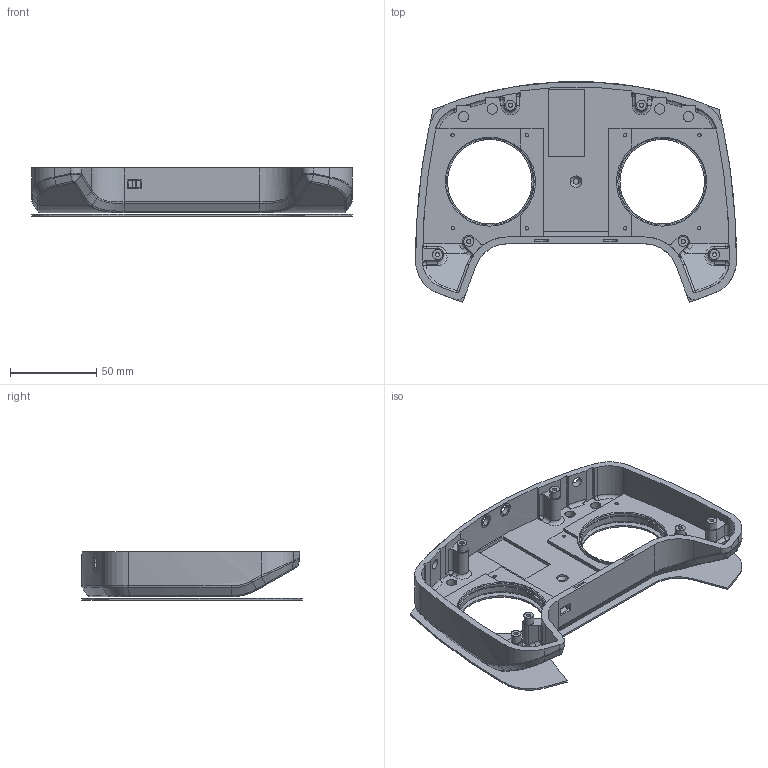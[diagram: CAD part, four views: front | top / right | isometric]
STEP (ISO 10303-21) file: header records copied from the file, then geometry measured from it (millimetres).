
FILE_DESCRIPTION (( 'STEP AP203' ), '1' );
FILE_NAME ('Front_Shell REV-A.STEP', '2021-02-11T11:52:10', ( '' ), ( '' ), 'SwSTEP 2.0', 'SolidWorks 2019', '' );
FILE_SCHEMA (( 'CONFIG_CONTROL_DESIGN' ));
Length unit declared in the file: millimetre
Products named in the file (1): Front_Shell REV-A
Bounding box: 186 x 127.92 x 28 mm (x, y, z)
Volume: 126134.1 mm3; surface area: 85939.8 mm2
Topology: 2 solids, 2 shells, 409 faces, 1021 edges, 639 vertices
Faces by surface type: cylinder 175, plane 127, bspline 62, torus 22, cone 15, sphere 8
Entity records: 16290 total; most frequent: CARTESIAN_POINT 6874, ORIENTED_EDGE 2024, DIRECTION 1847, EDGE_CURVE 1012, AXIS2_PLACEMENT_3D 711, VERTEX_POINT 636, EDGE_LOOP 466, VECTOR 425
